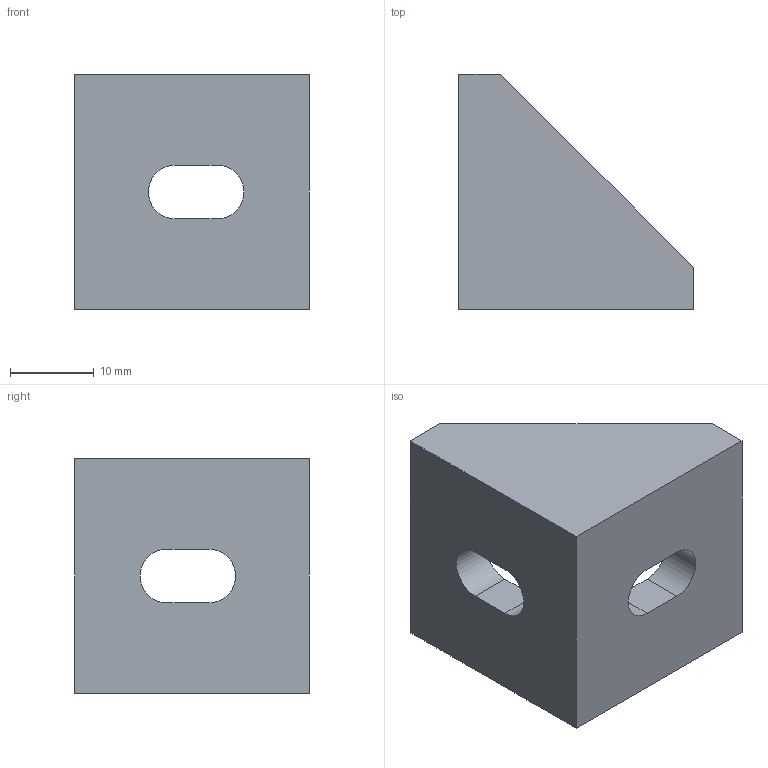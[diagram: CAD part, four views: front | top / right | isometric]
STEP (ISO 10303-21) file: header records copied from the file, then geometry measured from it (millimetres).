
FILE_DESCRIPTION(/* description */ ('Fixační úhelník 28x28'),/* implementation_level */ '2;1');
FILE_NAME(/* name */ '302828.stp',/* time_stamp */ '2015-06-26T10:49:14+02:00',/* author */ ('veronikaf'),/* organization */ (''),/* preprocessor_version */ 'ST-DEVELOPER v15.2',/* originating_system */ 'Autodesk Inventor 2014',/* authorisation */ '');
FILE_SCHEMA (('AUTOMOTIVE_DESIGN { 1 0 10303 214 3 1 1 }'));
Length unit declared in the file: millimetre
Products named in the file (1): 302828
Bounding box: 28 x 28 x 28 mm (x, y, z)
Volume: 8085.3 mm3; surface area: 4667.5 mm2
Topology: 1 solids, 1 shells, 20 faces, 50 edges, 32 vertices
Faces by surface type: plane 16, cylinder 4
Entity records: 622 total; most frequent: CARTESIAN_POINT 103, ORIENTED_EDGE 100, DIRECTION 100, EDGE_CURVE 50, LINE 42, VECTOR 42, VERTEX_POINT 32, AXIS2_PLACEMENT_3D 29
